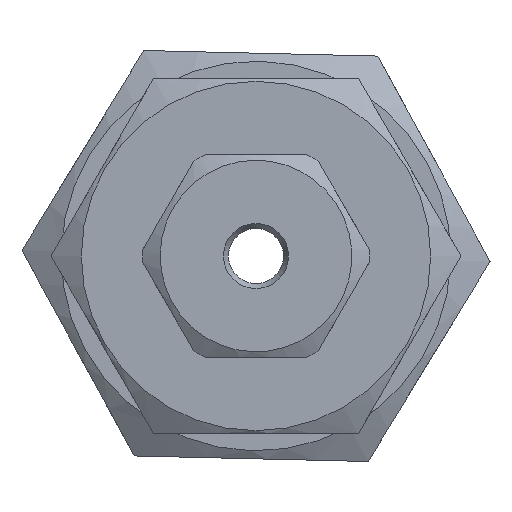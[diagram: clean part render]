
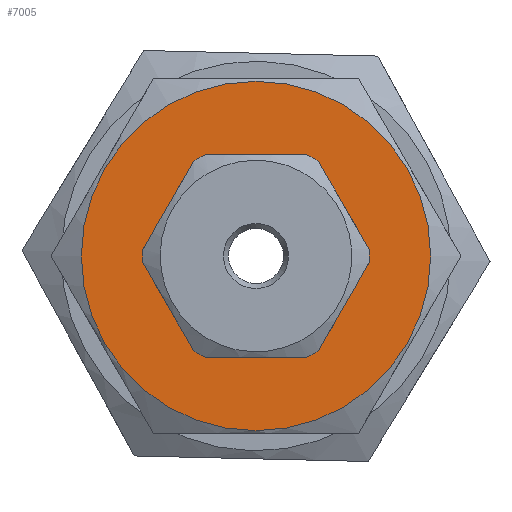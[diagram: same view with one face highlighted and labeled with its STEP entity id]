
A CAD part, left-side view. The second image highlights one B-rep face of the part: STEP entity #7005.
In plain terms, the highlighted face is planar.
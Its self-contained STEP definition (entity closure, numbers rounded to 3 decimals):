
#6915=CARTESIAN_POINT('',(6.395,-2.45,0.0));
#6916=VERTEX_POINT('',#6915);
#6917=CARTESIAN_POINT('',(6.395,0.,0.0));
#6918=DIRECTION('',(1.0,0.0,0.0));
#6919=DIRECTION('',(0.0,-1.0,0.0));
#6920=AXIS2_PLACEMENT_3D('',#6917,#6918,#6919);
#6921=CIRCLE('',#6920,2.45);
#6922=EDGE_CURVE('',#6916,#6916,#6921,.T.);
#6932=CARTESIAN_POINT('',(6.395,5.47,0.0));
#6933=VERTEX_POINT('',#6932);
#6934=CARTESIAN_POINT('',(6.395,0.,0.0));
#6935=DIRECTION('',(1.0,0.0,0.0));
#6936=DIRECTION('',(0.0,1.0,0.0));
#6937=AXIS2_PLACEMENT_3D('',#6934,#6935,#6936);
#6938=CIRCLE('',#6937,5.47);
#6939=EDGE_CURVE('',#6933,#6933,#6938,.T.);
#6994=CARTESIAN_POINT('',(6.395,2.735,0.0));
#6995=DIRECTION('',(-1.0,0.0,0.0));
#6996=DIRECTION('',(0.0,0.0,1.0));
#6997=AXIS2_PLACEMENT_3D('',#6994,#6995,#6996);
#6998=PLANE('',#6997);
#6999=ORIENTED_EDGE('',*,*,#6939,.F.);
#7000=EDGE_LOOP('',(#6999));
#7001=FACE_OUTER_BOUND('',#7000,.T.);
#7002=ORIENTED_EDGE('',*,*,#6922,.T.);
#7003=EDGE_LOOP('',(#7002));
#7004=FACE_BOUND('',#7003,.T.);
#7005=ADVANCED_FACE('',(#7001,#7004),#6998,.T.);
